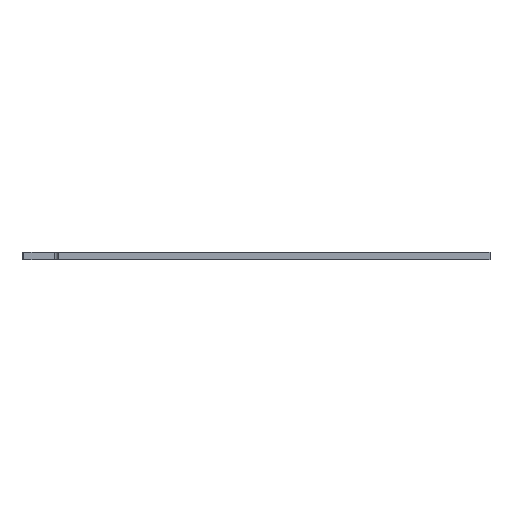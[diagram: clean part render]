
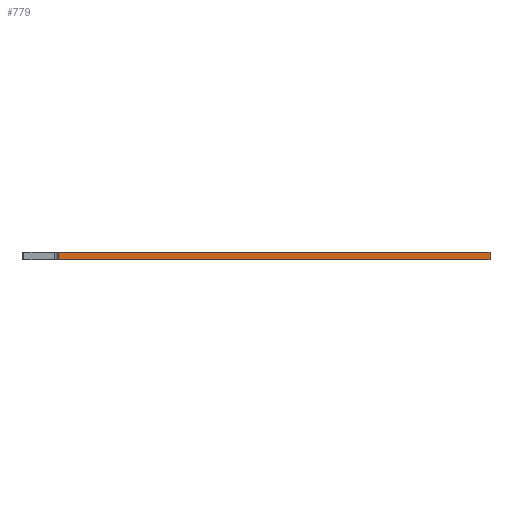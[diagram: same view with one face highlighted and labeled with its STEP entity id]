
A CAD part, front view. The second image highlights one B-rep face of the part: STEP entity #779.
In plain terms, the highlighted planar face has unit normal (0, -1, 0).
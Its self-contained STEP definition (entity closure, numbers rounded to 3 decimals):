
#103=FACE_OUTER_BOUND('',#153,.T.);
#153=EDGE_LOOP('',(#573,#574,#575,#576));
#204=LINE('',#1164,#274);
#205=LINE('',#1167,#275);
#220=LINE('',#1241,#290);
#221=LINE('',#1242,#291);
#274=VECTOR('',#922,10.);
#275=VECTOR('',#925,10.);
#290=VECTOR('',#986,10.);
#291=VECTOR('',#987,10.);
#342=VERTEX_POINT('',#1158);
#344=VERTEX_POINT('',#1162);
#345=VERTEX_POINT('',#1166);
#381=VERTEX_POINT('',#1240);
#420=EDGE_CURVE('',#342,#344,#204,.T.);
#421=EDGE_CURVE('',#342,#345,#205,.T.);
#458=EDGE_CURVE('',#381,#344,#220,.T.);
#459=EDGE_CURVE('',#345,#381,#221,.T.);
#573=ORIENTED_EDGE('',*,*,#420,.T.);
#574=ORIENTED_EDGE('',*,*,#458,.F.);
#575=ORIENTED_EDGE('',*,*,#459,.F.);
#576=ORIENTED_EDGE('',*,*,#421,.F.);
#761=PLANE('',#855);
#779=ADVANCED_FACE('',(#103),#761,.F.);
#855=AXIS2_PLACEMENT_3D('',#1239,#984,#985);
#922=DIRECTION('',(0.,0.,-1.));
#925=DIRECTION('',(1.,0.,0.));
#984=DIRECTION('center_axis',(0.,1.,0.));
#985=DIRECTION('ref_axis',(0.,0.,1.));
#986=DIRECTION('',(-1.,0.,0.));
#987=DIRECTION('',(0.,0.,-1.));
#1158=CARTESIAN_POINT('',(10.5,-0.5,0.));
#1162=CARTESIAN_POINT('',(10.5,-0.5,-4.));
#1164=CARTESIAN_POINT('',(10.5,-0.5,-1.));
#1166=CARTESIAN_POINT('',(249.,-0.5,0.));
#1167=CARTESIAN_POINT('',(59.875,-0.5,0.));
#1239=CARTESIAN_POINT('Origin',(119.75,-0.5,-2.));
#1240=CARTESIAN_POINT('',(249.,-0.5,-4.));
#1241=CARTESIAN_POINT('',(59.875,-0.5,-4.));
#1242=CARTESIAN_POINT('',(249.,-0.5,-1.));
